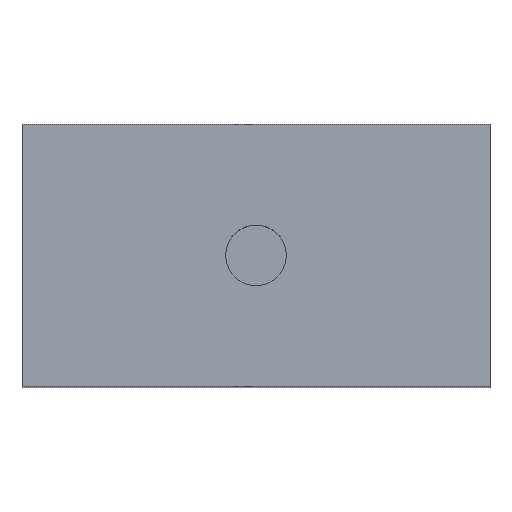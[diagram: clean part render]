
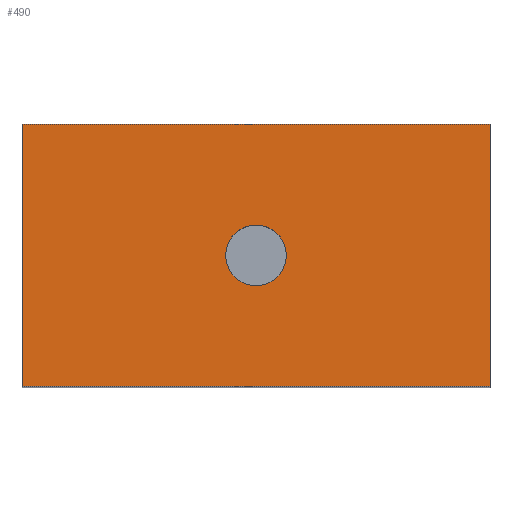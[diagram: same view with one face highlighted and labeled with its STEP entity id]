
A CAD part, top view. The second image highlights one B-rep face of the part: STEP entity #490.
In plain terms, the highlighted planar face has unit normal (0, 0, 1).
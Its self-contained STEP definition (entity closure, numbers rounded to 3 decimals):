
#15=FACE_BOUND('',#74,.T.);
#25=PLANE('',#541);
#47=FACE_OUTER_BOUND('',#73,.T.);
#73=EDGE_LOOP('',(#362,#363,#364,#365));
#74=EDGE_LOOP('',(#366));
#108=LINE('',#732,#167);
#111=LINE('',#738,#170);
#113=LINE('',#741,#172);
#114=LINE('',#742,#173);
#167=VECTOR('',#595,10.);
#170=VECTOR('',#600,10.);
#172=VECTOR('',#604,10.);
#173=VECTOR('',#605,10.);
#216=CIRCLE('',#534,1.621);
#226=VERTEX_POINT('',#704);
#236=VERTEX_POINT('',#729);
#237=VERTEX_POINT('',#731);
#238=VERTEX_POINT('',#735);
#239=VERTEX_POINT('',#737);
#272=EDGE_CURVE('',#226,#226,#216,.T.);
#284=EDGE_CURVE('',#237,#236,#108,.T.);
#287=EDGE_CURVE('',#239,#238,#111,.T.);
#289=EDGE_CURVE('',#236,#239,#113,.T.);
#290=EDGE_CURVE('',#238,#237,#114,.T.);
#362=ORIENTED_EDGE('',*,*,#289,.T.);
#363=ORIENTED_EDGE('',*,*,#287,.T.);
#364=ORIENTED_EDGE('',*,*,#290,.T.);
#365=ORIENTED_EDGE('',*,*,#284,.T.);
#366=ORIENTED_EDGE('',*,*,#272,.T.);
#490=ADVANCED_FACE('',(#47,#15),#25,.T.);
#534=AXIS2_PLACEMENT_3D('',#705,#573,#574);
#541=AXIS2_PLACEMENT_3D('',#740,#602,#603);
#573=DIRECTION('center_axis',(0.,0.,-1.));
#574=DIRECTION('ref_axis',(1.,0.,0.));
#595=DIRECTION('',(1.,0.,0.));
#600=DIRECTION('',(-1.,0.,0.));
#602=DIRECTION('center_axis',(0.,0.,1.));
#603=DIRECTION('ref_axis',(1.,0.,0.));
#604=DIRECTION('',(0.,1.,0.));
#605=DIRECTION('',(0.,-1.,0.));
#704=CARTESIAN_POINT('',(-1.621,0.,40.));
#705=CARTESIAN_POINT('Origin',(0.,0.,40.));
#729=CARTESIAN_POINT('',(12.5,-7.,40.));
#731=CARTESIAN_POINT('',(-12.5,-7.,40.));
#732=CARTESIAN_POINT('',(-12.5,-7.,40.));
#735=CARTESIAN_POINT('',(-12.5,7.,40.));
#737=CARTESIAN_POINT('',(12.5,7.,40.));
#738=CARTESIAN_POINT('',(12.5,7.,40.));
#740=CARTESIAN_POINT('Origin',(0.,0.,40.));
#741=CARTESIAN_POINT('',(12.5,-7.,40.));
#742=CARTESIAN_POINT('',(-12.5,7.,40.));
